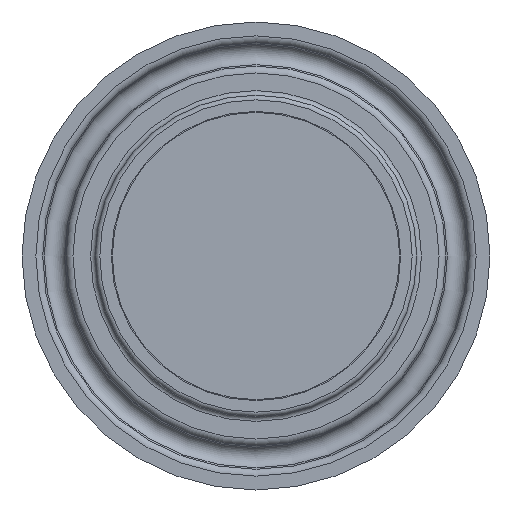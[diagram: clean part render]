
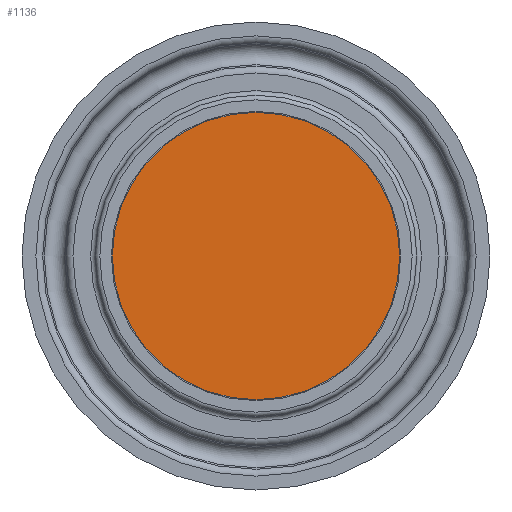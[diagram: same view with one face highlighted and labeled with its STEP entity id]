
A CAD part, front view. The second image highlights one B-rep face of the part: STEP entity #1136.
In plain terms, the highlighted planar face has unit normal (0, -1, 0).
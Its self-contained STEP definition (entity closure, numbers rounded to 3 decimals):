
#208=FACE_OUTER_BOUND('',#291,.T.);
#291=EDGE_LOOP('',(#846));
#400=CIRCLE('',#1290,15.5);
#495=VERTEX_POINT('',#1932);
#620=EDGE_CURVE('',#495,#495,#400,.T.);
#846=ORIENTED_EDGE('',*,*,#620,.T.);
#1009=PLANE('',#1291);
#1136=ADVANCED_FACE('',(#208),#1009,.T.);
#1290=AXIS2_PLACEMENT_3D('',#1933,#1578,#1579);
#1291=AXIS2_PLACEMENT_3D('',#1935,#1581,#1582);
#1578=DIRECTION('center_axis',(0.,-1.,0.));
#1579=DIRECTION('ref_axis',(1.,0.,0.));
#1581=DIRECTION('center_axis',(0.,-1.,0.));
#1582=DIRECTION('ref_axis',(0.,0.,-1.));
#1932=CARTESIAN_POINT('',(-15.5,-28.,0.));
#1933=CARTESIAN_POINT('Origin',(0.,-28.,0.));
#1935=CARTESIAN_POINT('Origin',(0.,-28.,0.));
